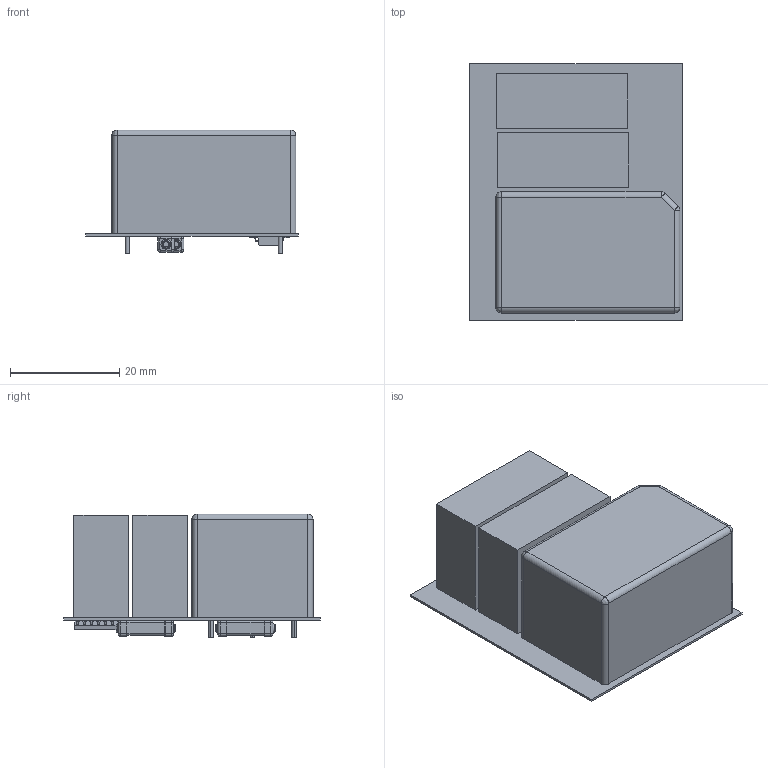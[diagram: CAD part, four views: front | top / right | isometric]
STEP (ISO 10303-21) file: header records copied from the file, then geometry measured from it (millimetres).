
FILE_DESCRIPTION(('Open CASCADE Model'),'2;1');
FILE_NAME('Open CASCADE Shape Model','2017-05-11T22:44:50',('Author'),( 'Open CASCADE'),'Open CASCADE STEP processor 6.8','Open CASCADE 6.8' ,'Unknown');
FILE_SCHEMA(('AUTOMOTIVE_DESIGN { 1 0 10303 214 1 1 1 1 }'));
Length unit declared in the file: millimetre
Products named in the file (15): PCB; Board; E1; 1154892736; Extruded; E2; F1; Fuse_3X10,1; F2; PSU*1; RAC02-GB; N2; User_Library-so16-1; 1154892328
Assembly tree (31 placements, depth 4):
  PCB
    Board
    E1
      1154892736
        Extruded
    E2
      1154892736
        Extruded
    F1
      Fuse_3X10,1
    F2
      Fuse_3X10,1
    PSU*1
      RAC02-GB
    N2
      User_Library-so16-1
      1154892328  x16
        Extruded
Bounding box: 39 x 47 x 22.7 mm (x, y, z)
Volume: 24096.2 mm3; surface area: 11315.1 mm2
Topology: 24 solids, 24 shells, 520 faces, 1262 edges, 799 vertices
Faces by surface type: plane 313, cylinder 154, torus 32, revolution 16, bspline 5
Full cylindrical faces by diameter (mm): 1 x4, 1.2 x10
Entity records: 36015 total; most frequent: CARTESIAN_POINT 18352, DIRECTION 3028, ORIENTED_EDGE 1820, PCURVE 1820, DEFINITIONAL_REPRESENTATION 1820, LINE 1670, VECTOR 1670, EDGE_CURVE 910
